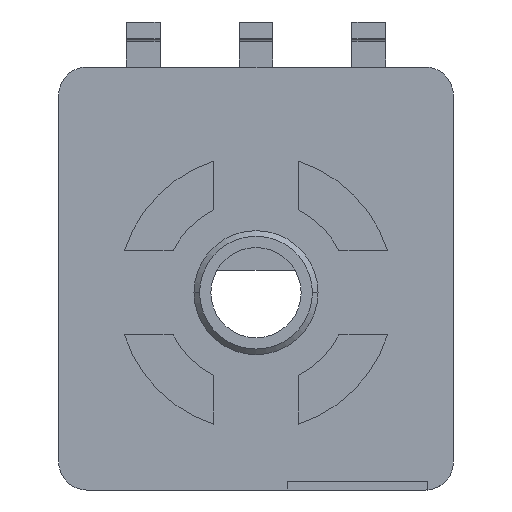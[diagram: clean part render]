
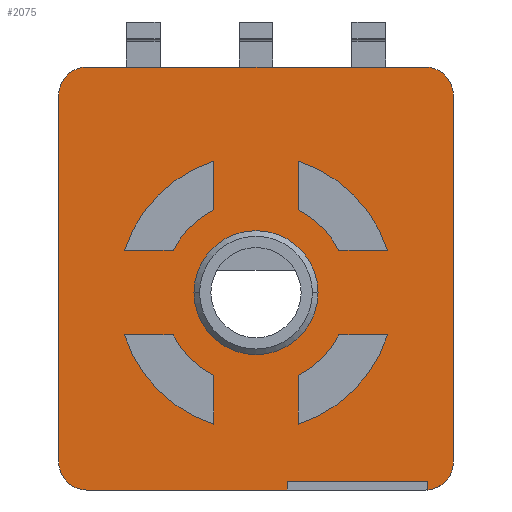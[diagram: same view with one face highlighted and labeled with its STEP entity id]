
A CAD part, front view. The second image highlights one B-rep face of the part: STEP entity #2075.
In plain terms, the highlighted planar face has unit normal (0, -1, 0).
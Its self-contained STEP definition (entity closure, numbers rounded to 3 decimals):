
#35=CARTESIAN_POINT('',(-3.,0.,-3.));
#36=DIRECTION('',(0.,1.,0.));
#37=DIRECTION('',(0.,0.,-1.));
#38=AXIS2_PLACEMENT_3D('',#35,#36,#37);
#40=DIRECTION('',(0.,0.,1.));
#41=VECTOR('',#40,6.5);
#42=CARTESIAN_POINT('',(-3.5,0.,-3.));
#43=LINE('',#42,#41);
#44=CARTESIAN_POINT('',(-3.,0.,3.5));
#45=DIRECTION('',(0.,1.,0.));
#46=DIRECTION('',(-1.,0.,0.));
#47=AXIS2_PLACEMENT_3D('',#44,#45,#46);
#49=DIRECTION('',(1.,0.,0.));
#50=VECTOR('',#49,6.);
#51=CARTESIAN_POINT('',(-3.,0.,4.));
#52=LINE('',#51,#50);
#53=CARTESIAN_POINT('',(3.,0.,3.5));
#54=DIRECTION('',(0.,1.,0.));
#55=DIRECTION('',(0.,0.,1.));
#56=AXIS2_PLACEMENT_3D('',#53,#54,#55);
#58=DIRECTION('',(0.,0.,-1.));
#59=VECTOR('',#58,6.503);
#60=CARTESIAN_POINT('',(3.5,0.,3.5));
#61=LINE('',#60,#59);
#62=CARTESIAN_POINT('',(3.,0.,-3.003));
#63=DIRECTION('',(0.,1.,0.));
#64=DIRECTION('',(1.,0.,0.));
#65=AXIS2_PLACEMENT_3D('',#62,#63,#64);
#67=DIRECTION('',(0.,0.,1.));
#68=VECTOR('',#67,0.15);
#69=CARTESIAN_POINT('',(3.05,0.,-3.5));
#70=LINE('',#69,#68);
#71=DIRECTION('',(-1.,0.,0.));
#72=VECTOR('',#71,2.5);
#73=CARTESIAN_POINT('',(3.05,0.,-3.35));
#74=LINE('',#73,#72);
#75=DIRECTION('',(0.,0.,-1.));
#76=VECTOR('',#75,0.15);
#77=CARTESIAN_POINT('',(0.55,0.,-3.35));
#78=LINE('',#77,#76);
#79=DIRECTION('',(-1.,0.,0.));
#80=VECTOR('',#79,3.55);
#81=CARTESIAN_POINT('',(0.55,0.,-3.5));
#82=LINE('',#81,#80);
#83=CARTESIAN_POINT('',(0.,0.,0.));
#84=DIRECTION('',(0.,-1.,0.));
#85=DIRECTION('',(1.,0.,0.));
#86=AXIS2_PLACEMENT_3D('',#83,#84,#85);
#88=CARTESIAN_POINT('',(0.,0.,0.));
#89=DIRECTION('',(0.,-1.,0.));
#90=DIRECTION('',(-1.,0.,0.));
#91=AXIS2_PLACEMENT_3D('',#88,#89,#90);
#93=DIRECTION('',(-1.,0.,0.));
#94=VECTOR('',#93,0.863);
#95=CARTESIAN_POINT('',(2.332,0.,-0.75));
#96=LINE('',#95,#94);
#97=CARTESIAN_POINT('',(0.,0.,0.));
#98=DIRECTION('',(0.,1.,0.));
#99=DIRECTION('',(0.891,0.,-0.455));
#100=AXIS2_PLACEMENT_3D('',#97,#98,#99);
#102=DIRECTION('',(0.,0.,-1.));
#103=VECTOR('',#102,0.863);
#104=CARTESIAN_POINT('',(0.75,0.,-1.47));
#105=LINE('',#104,#103);
#106=CARTESIAN_POINT('',(0.,0.,0.));
#107=DIRECTION('',(0.,-1.,0.));
#108=DIRECTION('',(0.306,0.,-0.952));
#109=AXIS2_PLACEMENT_3D('',#106,#107,#108);
#111=DIRECTION('',(-1.,0.,0.));
#112=VECTOR('',#111,0.863);
#113=CARTESIAN_POINT('',(-1.47,0.,-0.75));
#114=LINE('',#113,#112);
#115=CARTESIAN_POINT('',(0.,0.,0.));
#116=DIRECTION('',(0.,-1.,0.));
#117=DIRECTION('',(-0.952,0.,-0.306));
#118=AXIS2_PLACEMENT_3D('',#115,#116,#117);
#120=DIRECTION('',(0.,0.,1.));
#121=VECTOR('',#120,0.863);
#122=CARTESIAN_POINT('',(-0.75,0.,-2.332));
#123=LINE('',#122,#121);
#124=CARTESIAN_POINT('',(0.,0.,0.));
#125=DIRECTION('',(0.,1.,0.));
#126=DIRECTION('',(-0.455,0.,-0.891));
#127=AXIS2_PLACEMENT_3D('',#124,#125,#126);
#129=DIRECTION('',(1.,0.,0.));
#130=VECTOR('',#129,0.863);
#131=CARTESIAN_POINT('',(-2.332,0.,0.75));
#132=LINE('',#131,#130);
#133=CARTESIAN_POINT('',(0.,0.,0.));
#134=DIRECTION('',(0.,1.,0.));
#135=DIRECTION('',(-0.891,0.,0.455));
#136=AXIS2_PLACEMENT_3D('',#133,#134,#135);
#138=DIRECTION('',(0.,0.,1.));
#139=VECTOR('',#138,0.863);
#140=CARTESIAN_POINT('',(-0.75,0.,1.47));
#141=LINE('',#140,#139);
#142=CARTESIAN_POINT('',(0.,0.,0.));
#143=DIRECTION('',(0.,-1.,0.));
#144=DIRECTION('',(-0.306,0.,0.952));
#145=AXIS2_PLACEMENT_3D('',#142,#143,#144);
#147=DIRECTION('',(1.,0.,0.));
#148=VECTOR('',#147,0.863);
#149=CARTESIAN_POINT('',(1.47,0.,0.75));
#150=LINE('',#149,#148);
#151=CARTESIAN_POINT('',(0.,0.,0.));
#152=DIRECTION('',(0.,-1.,0.));
#153=DIRECTION('',(0.952,0.,0.306));
#154=AXIS2_PLACEMENT_3D('',#151,#152,#153);
#156=DIRECTION('',(0.,0.,-1.));
#157=VECTOR('',#156,0.863);
#158=CARTESIAN_POINT('',(0.75,0.,2.332));
#159=LINE('',#158,#157);
#160=CARTESIAN_POINT('',(0.,0.,0.));
#161=DIRECTION('',(0.,1.,0.));
#162=DIRECTION('',(0.455,0.,0.891));
#163=AXIS2_PLACEMENT_3D('',#160,#161,#162);
#1577=CARTESIAN_POINT('',(-3.,0.,-3.5));
#1578=CARTESIAN_POINT('',(-3.5,0.,-3.));
#1579=VERTEX_POINT('',#1577);
#1580=VERTEX_POINT('',#1578);
#1581=CARTESIAN_POINT('',(-3.5,0.,3.5));
#1582=VERTEX_POINT('',#1581);
#1583=CARTESIAN_POINT('',(-3.,0.,4.));
#1584=VERTEX_POINT('',#1583);
#1585=CARTESIAN_POINT('',(3.,0.,4.));
#1586=VERTEX_POINT('',#1585);
#1587=CARTESIAN_POINT('',(3.5,0.,3.5));
#1588=VERTEX_POINT('',#1587);
#1589=CARTESIAN_POINT('',(3.5,0.,-3.003));
#1590=VERTEX_POINT('',#1589);
#1591=CARTESIAN_POINT('',(3.05,0.,-3.5));
#1592=VERTEX_POINT('',#1591);
#1593=CARTESIAN_POINT('',(3.05,0.,-3.35));
#1594=VERTEX_POINT('',#1593);
#1595=CARTESIAN_POINT('',(0.55,0.,-3.35));
#1596=VERTEX_POINT('',#1595);
#1597=CARTESIAN_POINT('',(0.55,0.,-3.5));
#1598=VERTEX_POINT('',#1597);
#1599=CARTESIAN_POINT('',(1.1,0.,0.));
#1600=CARTESIAN_POINT('',(-1.1,0.,0.));
#1601=VERTEX_POINT('',#1599);
#1602=VERTEX_POINT('',#1600);
#1603=CARTESIAN_POINT('',(2.332,0.,-0.75));
#1604=CARTESIAN_POINT('',(1.47,0.,-0.75));
#1605=VERTEX_POINT('',#1603);
#1606=VERTEX_POINT('',#1604);
#1607=CARTESIAN_POINT('',(0.75,0.,-1.47));
#1608=VERTEX_POINT('',#1607);
#1609=CARTESIAN_POINT('',(0.75,0.,-2.332));
#1610=VERTEX_POINT('',#1609);
#1611=CARTESIAN_POINT('',(-1.47,0.,-0.75));
#1612=CARTESIAN_POINT('',(-2.332,0.,-0.75));
#1613=VERTEX_POINT('',#1611);
#1614=VERTEX_POINT('',#1612);
#1615=CARTESIAN_POINT('',(-0.75,0.,-2.332));
#1616=VERTEX_POINT('',#1615);
#1617=CARTESIAN_POINT('',(-0.75,0.,-1.47));
#1618=VERTEX_POINT('',#1617);
#1619=CARTESIAN_POINT('',(-2.332,0.,0.75));
#1620=CARTESIAN_POINT('',(-1.47,0.,0.75));
#1621=VERTEX_POINT('',#1619);
#1622=VERTEX_POINT('',#1620);
#1623=CARTESIAN_POINT('',(-0.75,0.,1.47));
#1624=VERTEX_POINT('',#1623);
#1625=CARTESIAN_POINT('',(-0.75,0.,2.332));
#1626=VERTEX_POINT('',#1625);
#1627=CARTESIAN_POINT('',(1.47,0.,0.75));
#1628=CARTESIAN_POINT('',(2.332,0.,0.75));
#1629=VERTEX_POINT('',#1627);
#1630=VERTEX_POINT('',#1628);
#1631=CARTESIAN_POINT('',(0.75,0.,2.332));
#1632=VERTEX_POINT('',#1631);
#1633=CARTESIAN_POINT('',(0.75,0.,1.47));
#1634=VERTEX_POINT('',#1633);
#2004=CARTESIAN_POINT('',(0.,0.,0.));
#2005=DIRECTION('',(0.,1.,0.));
#2006=DIRECTION('',(1.,0.,0.));
#2007=AXIS2_PLACEMENT_3D('',#2004,#2005,#2006);
#2008=PLANE('',#2007);
#2010=ORIENTED_EDGE('',*,*,#2009,.T.);
#2012=ORIENTED_EDGE('',*,*,#2011,.T.);
#2014=ORIENTED_EDGE('',*,*,#2013,.T.);
#2016=ORIENTED_EDGE('',*,*,#2015,.T.);
#2018=ORIENTED_EDGE('',*,*,#2017,.T.);
#2020=ORIENTED_EDGE('',*,*,#2019,.T.);
#2022=ORIENTED_EDGE('',*,*,#2021,.T.);
#2024=ORIENTED_EDGE('',*,*,#2023,.T.);
#2026=ORIENTED_EDGE('',*,*,#2025,.T.);
#2028=ORIENTED_EDGE('',*,*,#2027,.T.);
#2030=ORIENTED_EDGE('',*,*,#2029,.T.);
#2031=EDGE_LOOP('',(#2010,#2012,#2014,#2016,#2018,#2020,#2022,#2024,#2026,#2028,
#2030));
#2032=FACE_OUTER_BOUND('',#2031,.F.);
#2034=ORIENTED_EDGE('',*,*,#2033,.T.);
#2036=ORIENTED_EDGE('',*,*,#2035,.T.);
#2037=EDGE_LOOP('',(#2034,#2036));
#2038=FACE_BOUND('',#2037,.F.);
#2040=ORIENTED_EDGE('',*,*,#2039,.T.);
#2042=ORIENTED_EDGE('',*,*,#2041,.T.);
#2044=ORIENTED_EDGE('',*,*,#2043,.T.);
#2046=ORIENTED_EDGE('',*,*,#2045,.T.);
#2047=EDGE_LOOP('',(#2040,#2042,#2044,#2046));
#2048=FACE_BOUND('',#2047,.F.);
#2050=ORIENTED_EDGE('',*,*,#2049,.T.);
#2052=ORIENTED_EDGE('',*,*,#2051,.T.);
#2054=ORIENTED_EDGE('',*,*,#2053,.T.);
#2056=ORIENTED_EDGE('',*,*,#2055,.T.);
#2057=EDGE_LOOP('',(#2050,#2052,#2054,#2056));
#2058=FACE_BOUND('',#2057,.F.);
#2059=ORIENTED_EDGE('',*,*,#1956,.T.);
#2060=ORIENTED_EDGE('',*,*,#1971,.T.);
#2061=ORIENTED_EDGE('',*,*,#1985,.T.);
#2062=ORIENTED_EDGE('',*,*,#1998,.T.);
#2063=EDGE_LOOP('',(#2059,#2060,#2061,#2062));
#2064=FACE_BOUND('',#2063,.F.);
#2066=ORIENTED_EDGE('',*,*,#2065,.T.);
#2068=ORIENTED_EDGE('',*,*,#2067,.T.);
#2070=ORIENTED_EDGE('',*,*,#2069,.T.);
#2072=ORIENTED_EDGE('',*,*,#2071,.T.);
#2073=EDGE_LOOP('',(#2066,#2068,#2070,#2072));
#2074=FACE_BOUND('',#2073,.F.);
#2075=ADVANCED_FACE('',(#2032,#2038,#2048,#2058,#2064,#2074),#2008,.F.);
#39=CIRCLE('',#38,0.5);
#48=CIRCLE('',#47,0.5);
#57=CIRCLE('',#56,0.5);
#66=CIRCLE('',#65,0.5);
#87=CIRCLE('',#86,1.1);
#92=CIRCLE('',#91,1.1);
#101=CIRCLE('',#100,1.65);
#110=CIRCLE('',#109,2.45);
#119=CIRCLE('',#118,2.45);
#128=CIRCLE('',#127,1.65);
#137=CIRCLE('',#136,1.65);
#146=CIRCLE('',#145,2.45);
#155=CIRCLE('',#154,2.45);
#164=CIRCLE('',#163,1.65);
#1956=EDGE_CURVE('',#1621,#1622,#132,.T.);
#1971=EDGE_CURVE('',#1622,#1624,#137,.T.);
#1985=EDGE_CURVE('',#1624,#1626,#141,.T.);
#1998=EDGE_CURVE('',#1626,#1621,#146,.T.);
#2009=EDGE_CURVE('',#1579,#1580,#39,.T.);
#2011=EDGE_CURVE('',#1580,#1582,#43,.T.);
#2013=EDGE_CURVE('',#1582,#1584,#48,.T.);
#2015=EDGE_CURVE('',#1584,#1586,#52,.T.);
#2017=EDGE_CURVE('',#1586,#1588,#57,.T.);
#2019=EDGE_CURVE('',#1588,#1590,#61,.T.);
#2021=EDGE_CURVE('',#1590,#1592,#66,.T.);
#2023=EDGE_CURVE('',#1592,#1594,#70,.T.);
#2025=EDGE_CURVE('',#1594,#1596,#74,.T.);
#2027=EDGE_CURVE('',#1596,#1598,#78,.T.);
#2029=EDGE_CURVE('',#1598,#1579,#82,.T.);
#2033=EDGE_CURVE('',#1601,#1602,#87,.T.);
#2035=EDGE_CURVE('',#1602,#1601,#92,.T.);
#2039=EDGE_CURVE('',#1605,#1606,#96,.T.);
#2041=EDGE_CURVE('',#1606,#1608,#101,.T.);
#2043=EDGE_CURVE('',#1608,#1610,#105,.T.);
#2045=EDGE_CURVE('',#1610,#1605,#110,.T.);
#2049=EDGE_CURVE('',#1613,#1614,#114,.T.);
#2051=EDGE_CURVE('',#1614,#1616,#119,.T.);
#2053=EDGE_CURVE('',#1616,#1618,#123,.T.);
#2055=EDGE_CURVE('',#1618,#1613,#128,.T.);
#2065=EDGE_CURVE('',#1629,#1630,#150,.T.);
#2067=EDGE_CURVE('',#1630,#1632,#155,.T.);
#2069=EDGE_CURVE('',#1632,#1634,#159,.T.);
#2071=EDGE_CURVE('',#1634,#1629,#164,.T.);
